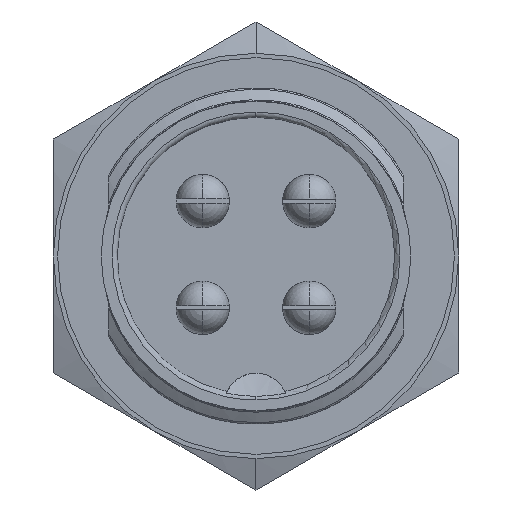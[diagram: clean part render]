
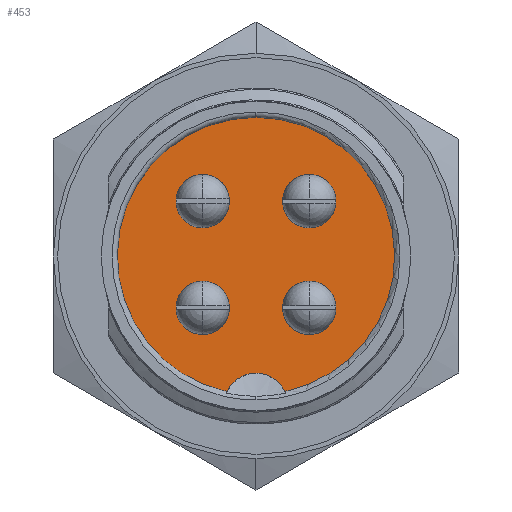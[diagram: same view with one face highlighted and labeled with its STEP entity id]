
A CAD part, left-side view. The second image highlights one B-rep face of the part: STEP entity #453.
In plain terms, the highlighted planar face has unit normal (-1, 0, 0).
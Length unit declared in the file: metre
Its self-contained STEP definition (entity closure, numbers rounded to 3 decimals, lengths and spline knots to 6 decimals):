
#453=ADVANCED_FACE('240:177',(#962,#963,#964,#965,#966),#967,.T.);
#962=FACE_BOUND('',#9109,.T.);
#963=FACE_BOUND('',#9110,.T.);
#964=FACE_BOUND('',#9111,.T.);
#965=FACE_BOUND('',#9112,.T.);
#966=FACE_OUTER_BOUND('',#9113,.T.);
#967=PLANE('',#9114);
#9109=EDGE_LOOP('',(#10564,#10565));
#9110=EDGE_LOOP('',(#10566,#10567));
#9111=EDGE_LOOP('',(#10568,#10569));
#9112=EDGE_LOOP('',(#10570,#10571));
#9113=EDGE_LOOP('',(#10572,#10573,#10574,#10575));
#9114=AXIS2_PLACEMENT_3D('',#10576,#10577,#10578);
#10564=ORIENTED_EDGE('',*,*,#11656,.T.);
#10565=ORIENTED_EDGE('',*,*,#11657,.T.);
#10566=ORIENTED_EDGE('',*,*,#11652,.T.);
#10567=ORIENTED_EDGE('',*,*,#11659,.T.);
#10568=ORIENTED_EDGE('',*,*,#11648,.T.);
#10569=ORIENTED_EDGE('',*,*,#11661,.T.);
#10570=ORIENTED_EDGE('',*,*,#11644,.T.);
#10571=ORIENTED_EDGE('',*,*,#11663,.T.);
#10572=ORIENTED_EDGE('',*,*,#11636,.T.);
#10573=ORIENTED_EDGE('',*,*,#11667,.T.);
#10574=ORIENTED_EDGE('',*,*,#11632,.F.);
#10575=ORIENTED_EDGE('',*,*,#11668,.F.);
#10576=CARTESIAN_POINT('',(0.070367,0.07049,-0.040433));
#10577=DIRECTION('',(-1.0,0.,0.));
#10578=DIRECTION('',(0.,0.,1.0));
#11632=EDGE_CURVE('240:228',#12612,#12615,#12616,.T.);
#11636=EDGE_CURVE('240:219',#12623,#12620,#12624,.T.);
#11644=EDGE_CURVE('240:210',#12633,#12637,#12639,.T.);
#11648=EDGE_CURVE('240:204',#12641,#12645,#12647,.T.);
#11652=EDGE_CURVE('240:198',#12649,#12653,#12655,.T.);
#11656=EDGE_CURVE('240:192',#12657,#12661,#12663,.T.);
#11657=EDGE_CURVE('240:192',#12661,#12657,#12664,.T.);
#11659=EDGE_CURVE('240:198',#12653,#12649,#12666,.T.);
#11661=EDGE_CURVE('240:204',#12645,#12641,#12668,.T.);
#11663=EDGE_CURVE('240:210',#12637,#12633,#12670,.T.);
#11667=EDGE_CURVE('240:219',#12620,#12615,#12674,.T.);
#11668=EDGE_CURVE('240:228',#12623,#12612,#12675,.T.);
#12612=VERTEX_POINT('',#32388);
#12615=VERTEX_POINT('',#32392);
#12616=CIRCLE('',#32393,0.0015);
#12620=VERTEX_POINT('',#32398);
#12623=VERTEX_POINT('',#32402);
#12624=CIRCLE('',#32403,0.0065);
#12633=VERTEX_POINT('',#32414);
#12637=VERTEX_POINT('',#32419);
#12639=CIRCLE('',#32422,0.00125);
#12641=VERTEX_POINT('',#32424);
#12645=VERTEX_POINT('',#32429);
#12647=CIRCLE('',#32432,0.00125);
#12649=VERTEX_POINT('',#32434);
#12653=VERTEX_POINT('',#32439);
#12655=CIRCLE('',#32442,0.00125);
#12657=VERTEX_POINT('',#32444);
#12661=VERTEX_POINT('',#32449);
#12663=CIRCLE('',#32452,0.00125);
#12664=CIRCLE('',#32453,0.00125);
#12666=CIRCLE('',#32455,0.00125);
#12668=CIRCLE('',#32457,0.00125);
#12670=CIRCLE('',#32459,0.00125);
#12674=CIRCLE('',#32463,0.0065);
#12675=CIRCLE('',#32464,0.0015);
#32388=CARTESIAN_POINT('',(0.070367,0.07049,-0.038933));
#32392=CARTESIAN_POINT('',(0.070367,0.071845,-0.03979));
#32393=AXIS2_PLACEMENT_3D('',#33749,#33750,#33751);
#32398=CARTESIAN_POINT('',(0.070367,0.07049,-0.026933));
#32402=CARTESIAN_POINT('',(0.070367,0.069135,-0.03979));
#32403=AXIS2_PLACEMENT_3D('',#33757,#33758,#33759);
#32414=CARTESIAN_POINT('',(0.070367,0.07299,-0.032112));
#32419=CARTESIAN_POINT('',(0.070367,0.07299,-0.029612));
#32422=AXIS2_PLACEMENT_3D('',#33773,#33774,#33775);
#32424=CARTESIAN_POINT('',(0.070367,0.06799,-0.037112));
#32429=CARTESIAN_POINT('',(0.070367,0.06799,-0.034612));
#32432=AXIS2_PLACEMENT_3D('',#33781,#33782,#33783);
#32434=CARTESIAN_POINT('',(0.070367,0.06799,-0.032112));
#32439=CARTESIAN_POINT('',(0.070367,0.06799,-0.029612));
#32442=AXIS2_PLACEMENT_3D('',#33789,#33790,#33791);
#32444=CARTESIAN_POINT('',(0.070367,0.07299,-0.037112));
#32449=CARTESIAN_POINT('',(0.070367,0.07299,-0.034612));
#32452=AXIS2_PLACEMENT_3D('',#33797,#33798,#33799);
#32453=AXIS2_PLACEMENT_3D('',#33800,#33801,#33802);
#32455=AXIS2_PLACEMENT_3D('',#33806,#33807,#33808);
#32457=AXIS2_PLACEMENT_3D('',#33812,#33813,#33814);
#32459=AXIS2_PLACEMENT_3D('',#33818,#33819,#33820);
#32463=AXIS2_PLACEMENT_3D('',#33830,#33831,#33832);
#32464=AXIS2_PLACEMENT_3D('',#33833,#33834,#33835);
#33749=CARTESIAN_POINT('',(0.070367,0.07049,-0.040433));
#33750=DIRECTION('',(-1.0,0.,0.));
#33751=DIRECTION('',(0.,0.,1.0));
#33757=CARTESIAN_POINT('',(0.070367,0.07049,-0.033433));
#33758=DIRECTION('',(-1.0,0.,0.));
#33759=DIRECTION('',(0.,0.,1.0));
#33773=CARTESIAN_POINT('',(0.070367,0.07299,-0.030862));
#33774=DIRECTION('',(1.0,0.,0.));
#33775=DIRECTION('',(0.,0.,-1.0));
#33781=CARTESIAN_POINT('',(0.070367,0.06799,-0.035862));
#33782=DIRECTION('',(1.0,0.,0.));
#33783=DIRECTION('',(0.,0.,-1.0));
#33789=CARTESIAN_POINT('',(0.070367,0.06799,-0.030862));
#33790=DIRECTION('',(1.0,0.,0.));
#33791=DIRECTION('',(0.,0.,-1.0));
#33797=CARTESIAN_POINT('',(0.070367,0.07299,-0.035862));
#33798=DIRECTION('',(1.0,0.,0.));
#33799=DIRECTION('',(0.,0.,-1.0));
#33800=CARTESIAN_POINT('',(0.070367,0.07299,-0.035862));
#33801=DIRECTION('',(1.0,0.,0.));
#33802=DIRECTION('',(0.,0.,-1.0));
#33806=CARTESIAN_POINT('',(0.070367,0.06799,-0.030862));
#33807=DIRECTION('',(1.0,0.,0.));
#33808=DIRECTION('',(0.,0.,-1.0));
#33812=CARTESIAN_POINT('',(0.070367,0.06799,-0.035862));
#33813=DIRECTION('',(1.0,0.,0.));
#33814=DIRECTION('',(0.,0.,-1.0));
#33818=CARTESIAN_POINT('',(0.070367,0.07299,-0.030862));
#33819=DIRECTION('',(1.0,0.,0.));
#33820=DIRECTION('',(0.,0.,-1.0));
#33830=CARTESIAN_POINT('',(0.070367,0.07049,-0.033433));
#33831=DIRECTION('',(-1.0,0.,0.));
#33832=DIRECTION('',(0.,0.,1.0));
#33833=CARTESIAN_POINT('',(0.070367,0.07049,-0.040433));
#33834=DIRECTION('',(-1.0,0.,0.));
#33835=DIRECTION('',(0.,0.,1.0));
